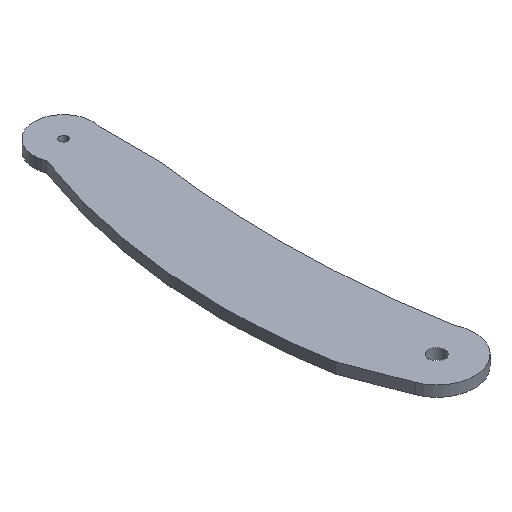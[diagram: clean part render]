
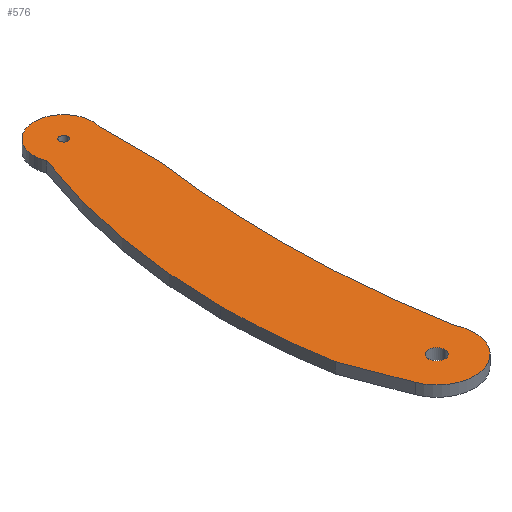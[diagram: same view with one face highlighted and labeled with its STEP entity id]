
A CAD part, isometric view. The second image highlights one B-rep face of the part: STEP entity #576.
In plain terms, the highlighted planar face has unit normal (0, 0, 1).
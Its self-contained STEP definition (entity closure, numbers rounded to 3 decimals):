
#16 = CIRCLE ( 'NONE', #96, 224. ) ;
#21 = FACE_BOUND ( 'NONE', #86, .T. ) ;
#24 = VECTOR ( 'NONE', #113, 1000. ) ;
#36 = CIRCLE ( 'NONE', #364, 336. ) ;
#48 = EDGE_LOOP ( 'NONE', ( #588, #332 ) ) ;
#49 = CIRCLE ( 'NONE', #386, 336. ) ;
#50 = DIRECTION ( 'NONE',  ( -0.357, 0.934, 0. ) ) ;
#53 = CARTESIAN_POINT ( 'NONE',  ( 0., 139., 4. ) ) ;
#55 = DIRECTION ( 'NONE',  ( 0., 0., 1. ) ) ;
#58 = CIRCLE ( 'NONE', #532, 11. ) ;
#59 = DIRECTION ( 'NONE',  ( 1., 0., 0. ) ) ;
#65 = CIRCLE ( 'NONE', #153, 224. ) ;
#72 = ORIENTED_EDGE ( 'NONE', *, *, #597, .F. ) ;
#74 = CARTESIAN_POINT ( 'NONE',  ( 0., 0., 4. ) ) ;
#81 = CARTESIAN_POINT ( 'NONE',  ( 343.266, 65.904, 4. ) ) ;
#82 = EDGE_LOOP ( 'NONE', ( #382, #508, #242, #462, #575, #139, #432, #318, #137, #72 ) ) ;
#86 = EDGE_LOOP ( 'NONE', ( #236, #329 ) ) ;
#96 = AXIS2_PLACEMENT_3D ( 'NONE', #450, #282, #224 ) ;
#98 = DIRECTION ( 'NONE',  ( 1., 0., 0. ) ) ;
#108 = CARTESIAN_POINT ( 'NONE',  ( 3., 0., 4. ) ) ;
#111 = CARTESIAN_POINT ( 'NONE',  ( -24.752, 55.705, 4. ) ) ;
#112 = VERTEX_POINT ( 'NONE', #119 ) ;
#113 = DIRECTION ( 'NONE',  ( 0., -1., 0. ) ) ;
#116 = CARTESIAN_POINT ( 'NONE',  ( 11., 139., 4. ) ) ;
#118 = DIRECTION ( 'NONE',  ( 1., 0., 0. ) ) ;
#119 = CARTESIAN_POINT ( 'NONE',  ( 7.266, 65.904, 4. ) ) ;
#123 = DIRECTION ( 'NONE',  ( 1., 0., 0. ) ) ;
#137 = ORIENTED_EDGE ( 'NONE', *, *, #346, .F. ) ;
#139 = ORIENTED_EDGE ( 'NONE', *, *, #471, .F. ) ;
#147 = LINE ( 'NONE', #339, #327 ) ;
#149 = CARTESIAN_POINT ( 'NONE',  ( 12.649, 6., 4. ) ) ;
#153 = AXIS2_PLACEMENT_3D ( 'NONE', #258, #165, #158 ) ;
#155 = CIRCLE ( 'NONE', #572, 14. ) ;
#158 = DIRECTION ( 'NONE',  ( 1., 0., 0. ) ) ;
#165 = DIRECTION ( 'NONE',  ( 0., 0., -1. ) ) ;
#167 = VERTEX_POINT ( 'NONE', #266 ) ;
#168 = DIRECTION ( 'NONE',  ( 1., 0., 0. ) ) ;
#170 = LINE ( 'NONE', #397, #24 ) ;
#183 = CIRCLE ( 'NONE', #543, 3. ) ;
#184 = AXIS2_PLACEMENT_3D ( 'NONE', #323, #534, #272 ) ;
#189 = CARTESIAN_POINT ( 'NONE',  ( 0., 139., 4. ) ) ;
#192 = CARTESIAN_POINT ( 'NONE',  ( 343.266, 65.904, 4. ) ) ;
#202 = VERTEX_POINT ( 'NONE', #325 ) ;
#203 = DIRECTION ( 'NONE',  ( 0., 0., 1. ) ) ;
#211 = DIRECTION ( 'NONE',  ( 0., 0., 1. ) ) ;
#213 = CARTESIAN_POINT ( 'NONE',  ( 10.583, 136., 4. ) ) ;
#220 = EDGE_CURVE ( 'NONE', #517, #167, #58, .T. ) ;
#221 = CARTESIAN_POINT ( 'NONE',  ( 0., 0., 4. ) ) ;
#224 = DIRECTION ( 'NONE',  ( 1., 0., 0. ) ) ;
#236 = ORIENTED_EDGE ( 'NONE', *, *, #492, .F. ) ;
#241 = CARTESIAN_POINT ( 'NONE',  ( -3., 0., 4. ) ) ;
#242 = ORIENTED_EDGE ( 'NONE', *, *, #535, .T. ) ;
#243 = CARTESIAN_POINT ( 'NONE',  ( 1.5, 139., 4. ) ) ;
#255 = EDGE_CURVE ( 'NONE', #425, #387, #261, .T. ) ;
#258 = CARTESIAN_POINT ( 'NONE',  ( 199.248, 55.705, 4. ) ) ;
#261 = CIRCLE ( 'NONE', #184, 1.5 ) ;
#266 = CARTESIAN_POINT ( 'NONE',  ( -11., 139., 4. ) ) ;
#272 = DIRECTION ( 'NONE',  ( 1., 0., 0. ) ) ;
#277 = DIRECTION ( 'NONE',  ( 0., 0., 1. ) ) ;
#282 = DIRECTION ( 'NONE',  ( 0., 0., -1. ) ) ;
#289 = AXIS2_PLACEMENT_3D ( 'NONE', #221, #483, #123 ) ;
#293 = AXIS2_PLACEMENT_3D ( 'NONE', #352, #469, #118 ) ;
#298 = EDGE_CURVE ( 'NONE', #112, #491, #49, .T. ) ;
#302 = DIRECTION ( 'NONE',  ( 0., 0., 1. ) ) ;
#307 = PLANE ( 'NONE',  #289 ) ;
#312 = EDGE_CURVE ( 'NONE', #202, #376, #16, .T. ) ;
#318 = ORIENTED_EDGE ( 'NONE', *, *, #298, .F. ) ;
#323 = CARTESIAN_POINT ( 'NONE',  ( 0., 139., 4. ) ) ;
#325 = CARTESIAN_POINT ( 'NONE',  ( -21.291, 16.483, 4. ) ) ;
#327 = VECTOR ( 'NONE', #50, 1000. ) ;
#329 = ORIENTED_EDGE ( 'NONE', *, *, #511, .F. ) ;
#332 = ORIENTED_EDGE ( 'NONE', *, *, #550, .F. ) ;
#333 = CARTESIAN_POINT ( 'NONE',  ( 0., 0., 4. ) ) ;
#338 = CIRCLE ( 'NONE', #564, 11. ) ;
#339 = CARTESIAN_POINT ( 'NONE',  ( -13.077, -5., 4. ) ) ;
#346 = EDGE_CURVE ( 'NONE', #536, #112, #36, .T. ) ;
#347 = CARTESIAN_POINT ( 'NONE',  ( 0., 139., 4. ) ) ;
#352 = CARTESIAN_POINT ( 'NONE',  ( 0., 139., 4. ) ) ;
#354 = CIRCLE ( 'NONE', #472, 3. ) ;
#364 = AXIS2_PLACEMENT_3D ( 'NONE', #192, #55, #381 ) ;
#376 = VERTEX_POINT ( 'NONE', #111 ) ;
#381 = DIRECTION ( 'NONE',  ( 1., 0., 0. ) ) ;
#382 = ORIENTED_EDGE ( 'NONE', *, *, #383, .T. ) ;
#383 = EDGE_CURVE ( 'NONE', #590, #517, #423, .T. ) ;
#386 = AXIS2_PLACEMENT_3D ( 'NONE', #81, #502, #494 ) ;
#387 = VERTEX_POINT ( 'NONE', #243 ) ;
#397 = CARTESIAN_POINT ( 'NONE',  ( 10.583, 0., 4. ) ) ;
#411 = VERTEX_POINT ( 'NONE', #108 ) ;
#416 = CARTESIAN_POINT ( 'NONE',  ( -10.247, 135., 4. ) ) ;
#423 = CIRCLE ( 'NONE', #596, 11. ) ;
#425 = VERTEX_POINT ( 'NONE', #465 ) ;
#429 = CARTESIAN_POINT ( 'NONE',  ( -13.077, -5., 4. ) ) ;
#432 = ORIENTED_EDGE ( 'NONE', *, *, #581, .T. ) ;
#437 = CARTESIAN_POINT ( 'NONE',  ( 10.583, 113., 4. ) ) ;
#450 = CARTESIAN_POINT ( 'NONE',  ( 199.248, 55.705, 4. ) ) ;
#454 = VERTEX_POINT ( 'NONE', #241 ) ;
#456 = DIRECTION ( 'NONE',  ( 1., 0., 0. ) ) ;
#462 = ORIENTED_EDGE ( 'NONE', *, *, #526, .F. ) ;
#465 = CARTESIAN_POINT ( 'NONE',  ( -1.5, 139., 4. ) ) ;
#469 = DIRECTION ( 'NONE',  ( 0., 0., 1. ) ) ;
#470 = VERTEX_POINT ( 'NONE', #416 ) ;
#471 = EDGE_CURVE ( 'NONE', #510, #202, #147, .T. ) ;
#472 = AXIS2_PLACEMENT_3D ( 'NONE', #573, #567, #168 ) ;
#477 = DIRECTION ( 'NONE',  ( 1., 0., 0. ) ) ;
#483 = DIRECTION ( 'NONE',  ( 0., 0., 1. ) ) ;
#491 = VERTEX_POINT ( 'NONE', #149 ) ;
#492 = EDGE_CURVE ( 'NONE', #454, #411, #183, .T. ) ;
#494 = DIRECTION ( 'NONE',  ( 1., 0., 0. ) ) ;
#502 = DIRECTION ( 'NONE',  ( 0., 0., 1. ) ) ;
#508 = ORIENTED_EDGE ( 'NONE', *, *, #220, .T. ) ;
#510 = VERTEX_POINT ( 'NONE', #429 ) ;
#511 = EDGE_CURVE ( 'NONE', #411, #454, #354, .T. ) ;
#513 = DIRECTION ( 'NONE',  ( 0., 0., 1. ) ) ;
#517 = VERTEX_POINT ( 'NONE', #116 ) ;
#523 = DIRECTION ( 'NONE',  ( 1., 0., 0. ) ) ;
#526 = EDGE_CURVE ( 'NONE', #376, #470, #65, .T. ) ;
#529 = FACE_OUTER_BOUND ( 'NONE', #82, .T. ) ;
#530 = CIRCLE ( 'NONE', #293, 1.5 ) ;
#532 = AXIS2_PLACEMENT_3D ( 'NONE', #189, #277, #456 ) ;
#534 = DIRECTION ( 'NONE',  ( 0., 0., 1. ) ) ;
#535 = EDGE_CURVE ( 'NONE', #167, #470, #338, .T. ) ;
#536 = VERTEX_POINT ( 'NONE', #437 ) ;
#543 = AXIS2_PLACEMENT_3D ( 'NONE', #333, #513, #59 ) ;
#550 = EDGE_CURVE ( 'NONE', #387, #425, #530, .T. ) ;
#564 = AXIS2_PLACEMENT_3D ( 'NONE', #347, #302, #477 ) ;
#567 = DIRECTION ( 'NONE',  ( 0., 0., 1. ) ) ;
#570 = FACE_BOUND ( 'NONE', #48, .T. ) ;
#572 = AXIS2_PLACEMENT_3D ( 'NONE', #74, #211, #523 ) ;
#573 = CARTESIAN_POINT ( 'NONE',  ( 0., 0., 4. ) ) ;
#575 = ORIENTED_EDGE ( 'NONE', *, *, #312, .F. ) ;
#576 = ADVANCED_FACE ( 'NONE', ( #570, #529, #21 ), #307, .T. ) ;
#581 = EDGE_CURVE ( 'NONE', #510, #491, #155, .T. ) ;
#588 = ORIENTED_EDGE ( 'NONE', *, *, #255, .F. ) ;
#590 = VERTEX_POINT ( 'NONE', #213 ) ;
#596 = AXIS2_PLACEMENT_3D ( 'NONE', #53, #203, #98 ) ;
#597 = EDGE_CURVE ( 'NONE', #590, #536, #170, .T. ) ;
